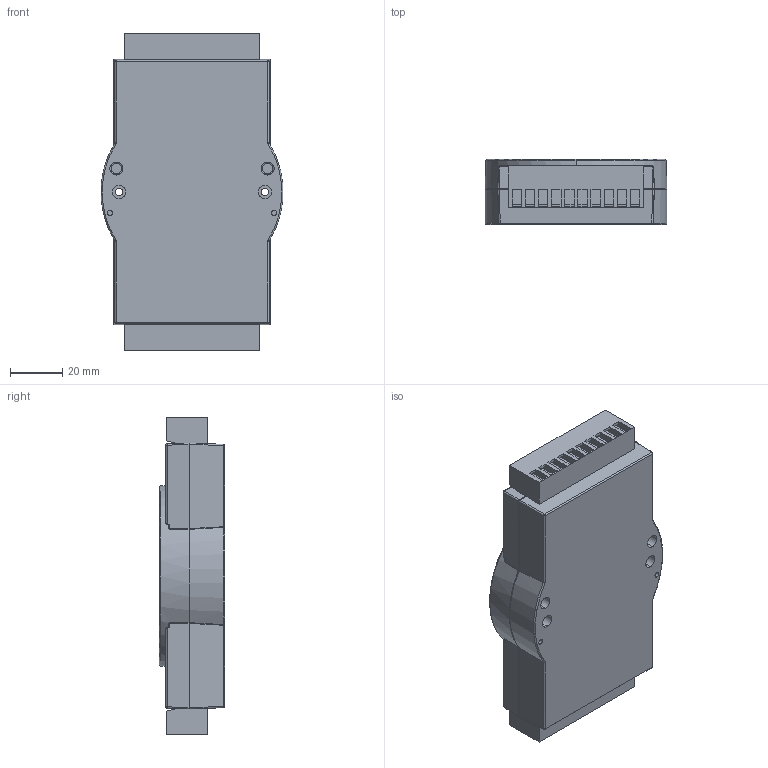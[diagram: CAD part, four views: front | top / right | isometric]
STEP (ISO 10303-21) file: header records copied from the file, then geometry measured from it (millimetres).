
FILE_DESCRIPTION (( 'STEP AP203' ), '1' );
FILE_NAME ('ADAM-4080.STEP', '2007-01-14T22:02:47', ( 'Anderson Professional Modeling' ), ( 'Anderson Professional Modeling' ), 'SwSTEP 2.0', 'SolidWorks 2007', '' );
FILE_SCHEMA (( 'CONFIG_CONTROL_DESIGN' ));
Products named in the file (1): ADAM-4080
Bounding box: 69.79 x 25 x 122 mm (x, y, z)
Volume: 163145.9 mm3; surface area: 32860.3 mm2
Topology: 1 solids, 1 shells, 1719 faces, 4506 edges, 2959 vertices
Faces by surface type: plane 1160, bspline 327, cylinder 157, torus 62, sphere 8, cone 5
Entity records: 72250 total; most frequent: CARTESIAN_POINT 31668, ORIENTED_EDGE 8980, DIRECTION 7103, EDGE_CURVE 4490, LINE 3279, VECTOR 3279, VERTEX_POINT 2959, EDGE_LOOP 1949
